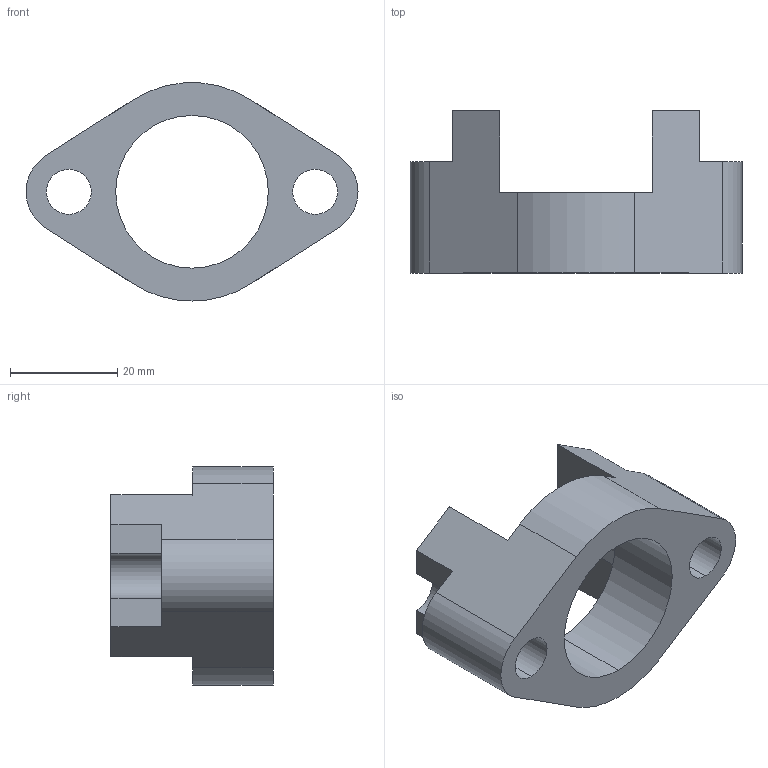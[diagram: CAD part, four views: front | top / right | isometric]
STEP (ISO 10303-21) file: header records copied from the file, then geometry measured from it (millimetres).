
FILE_DESCRIPTION (( 'STEP AP214' ), '1' );
FILE_NAME ('Support injecteur.STEP', '2024-07-17T14:27:32', ( '' ), ( '' ), 'SwSTEP 2.0', 'SolidWorks 2023', '' );
FILE_SCHEMA (( 'AUTOMOTIVE_DESIGN' ));
Length unit declared in the file: millimetre
Products named in the file (1): Support injecteur
Bounding box: 62 x 30.3 x 40.73 mm (x, y, z)
Volume: 20749.7 mm3; surface area: 9011 mm2
Topology: 1 solids, 1 shells, 31 faces, 89 edges, 58 vertices
Faces by surface type: plane 18, cylinder 13
Entity records: 1052 total; most frequent: DIRECTION 179, CARTESIAN_POINT 179, ORIENTED_EDGE 178, EDGE_CURVE 89, VECTOR 63, LINE 63, VERTEX_POINT 58, AXIS2_PLACEMENT_3D 58
